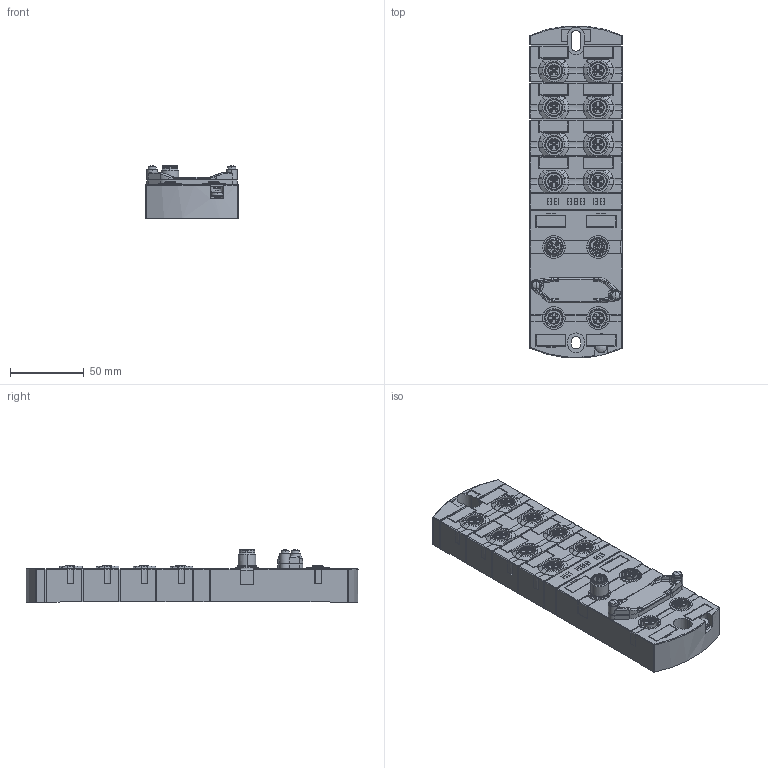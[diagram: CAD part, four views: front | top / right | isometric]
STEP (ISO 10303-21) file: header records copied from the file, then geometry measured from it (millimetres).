
FILE_DESCRIPTION (( 'STEP AP214' ), '1' );
FILE_NAME ('54631.STEP', '2022-01-27T10:33:26', ( '' ), ( '' ), 'SwSTEP 2.0', 'SolidWorks 2021', '' );
FILE_SCHEMA (( 'AUTOMOTIVE_DESIGN' ));
Length unit declared in the file: inch
Products named in the file (1): 54631
Bounding box: 62.7 x 225.11 x 35.88 mm (x, y, z)
Volume: 309227 mm3; surface area: 54988 mm2
Topology: 2 solids, 2 shells, 2068 faces, 5197 edges, 3315 vertices
Faces by surface type: plane 734, cylinder 668, cone 309, torus 152, bspline 144, sphere 61
Entity records: 111403 total; most frequent: CARTESIAN_POINT 37826, ORIENTED_EDGE 10386, DIRECTION 8585, EDGE_CURVE 5193, VERTEX_POINT 3315, AXIS2_PLACEMENT_3D 3149, LINE 2287, VECTOR 2287
